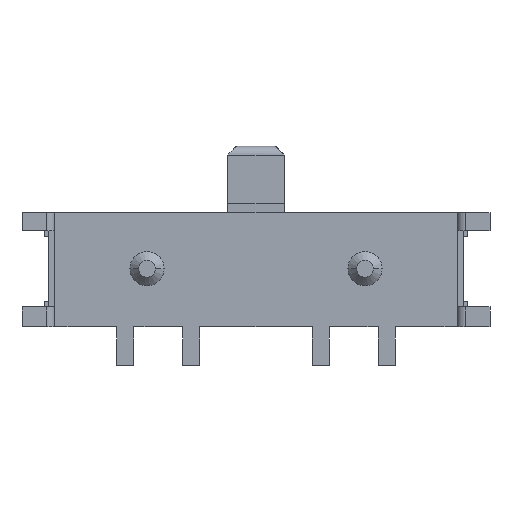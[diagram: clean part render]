
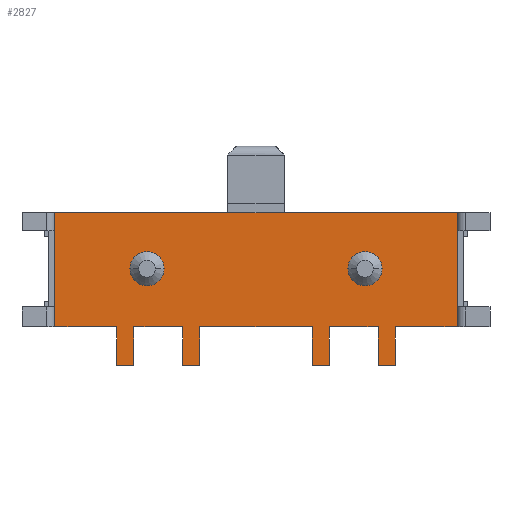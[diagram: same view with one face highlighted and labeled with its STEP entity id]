
A CAD part, front view. The second image highlights one B-rep face of the part: STEP entity #2827.
In plain terms, the highlighted planar face has unit normal (0, -1, 0).
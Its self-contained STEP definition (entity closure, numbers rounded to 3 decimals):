
#216=DIRECTION('',(1.,0.,0.));
#217=VECTOR('',#216,9.3);
#218=CARTESIAN_POINT('',(-4.65,0.,0.));
#219=LINE('',#218,#217);
#540=DIRECTION('',(1.,0.,0.));
#541=VECTOR('',#540,1.425);
#542=CARTESIAN_POINT('',(3.225,0.,-2.64));
#543=LINE('',#542,#541);
#688=DIRECTION('',(1.,0.,0.));
#689=VECTOR('',#688,1.425);
#690=CARTESIAN_POINT('',(-4.65,0.,-2.64));
#691=LINE('',#690,#689);
#704=DIRECTION('',(1.,0.,0.));
#705=VECTOR('',#704,1.13);
#706=CARTESIAN_POINT('',(-2.825,0.,-2.64));
#707=LINE('',#706,#705);
#720=DIRECTION('',(1.,0.,0.));
#721=VECTOR('',#720,2.59);
#722=CARTESIAN_POINT('',(-1.295,0.,-2.64));
#723=LINE('',#722,#721);
#736=DIRECTION('',(1.,0.,0.));
#737=VECTOR('',#736,1.13);
#738=CARTESIAN_POINT('',(1.695,0.,-2.64));
#739=LINE('',#738,#737);
#748=DIRECTION('',(0.,0.,-1.));
#749=VECTOR('',#748,0.9);
#750=CARTESIAN_POINT('',(3.225,0.,-2.64));
#751=LINE('',#750,#749);
#760=CARTESIAN_POINT('',(-2.52,0.,-1.3));
#761=DIRECTION('',(0.,-1.,0.));
#762=DIRECTION('',(1.,0.,0.));
#763=AXIS2_PLACEMENT_3D('',#760,#761,#762);
#765=CARTESIAN_POINT('',(-2.52,0.,-1.3));
#766=DIRECTION('',(0.,-1.,0.));
#767=DIRECTION('',(-1.,0.,0.));
#768=AXIS2_PLACEMENT_3D('',#765,#766,#767);
#770=CARTESIAN_POINT('',(2.52,0.,-1.3));
#771=DIRECTION('',(0.,-1.,0.));
#772=DIRECTION('',(1.,0.,0.));
#773=AXIS2_PLACEMENT_3D('',#770,#771,#772);
#775=CARTESIAN_POINT('',(2.52,0.,-1.3));
#776=DIRECTION('',(0.,-1.,0.));
#777=DIRECTION('',(-1.,0.,0.));
#778=AXIS2_PLACEMENT_3D('',#775,#776,#777);
#780=DIRECTION('',(0.,0.,-1.));
#781=VECTOR('',#780,0.9);
#782=CARTESIAN_POINT('',(1.295,0.,-2.64));
#783=LINE('',#782,#781);
#784=DIRECTION('',(0.,0.,-1.));
#785=VECTOR('',#784,0.9);
#786=CARTESIAN_POINT('',(-1.695,0.,-2.64));
#787=LINE('',#786,#785);
#788=DIRECTION('',(0.,0.,-1.));
#789=VECTOR('',#788,0.9);
#790=CARTESIAN_POINT('',(-3.225,0.,-2.64));
#791=LINE('',#790,#789);
#792=DIRECTION('',(0.,0.,-1.));
#793=VECTOR('',#792,2.64);
#794=CARTESIAN_POINT('',(-4.65,0.,0.));
#795=LINE('',#794,#793);
#796=DIRECTION('',(0.,0.,-1.));
#797=VECTOR('',#796,0.9);
#798=CARTESIAN_POINT('',(2.825,0.,-2.64));
#799=LINE('',#798,#797);
#872=DIRECTION('',(0.,0.,-1.));
#873=VECTOR('',#872,0.9);
#874=CARTESIAN_POINT('',(1.695,0.,-2.64));
#875=LINE('',#874,#873);
#884=DIRECTION('',(1.,0.,0.));
#885=VECTOR('',#884,0.4);
#886=CARTESIAN_POINT('',(2.825,0.,-3.54));
#887=LINE('',#886,#885);
#900=DIRECTION('',(1.,0.,0.));
#901=VECTOR('',#900,0.4);
#902=CARTESIAN_POINT('',(1.295,0.,-3.54));
#903=LINE('',#902,#901);
#928=DIRECTION('',(1.,0.,0.));
#929=VECTOR('',#928,0.4);
#930=CARTESIAN_POINT('',(-3.225,0.,-3.54));
#931=LINE('',#930,#929);
#944=DIRECTION('',(1.,0.,0.));
#945=VECTOR('',#944,0.4);
#946=CARTESIAN_POINT('',(-1.695,0.,-3.54));
#947=LINE('',#946,#945);
#948=DIRECTION('',(0.,0.,-1.));
#949=VECTOR('',#948,0.9);
#950=CARTESIAN_POINT('',(-2.825,0.,-2.64));
#951=LINE('',#950,#949);
#960=DIRECTION('',(0.,0.,-1.));
#961=VECTOR('',#960,0.9);
#962=CARTESIAN_POINT('',(-1.295,0.,-2.64));
#963=LINE('',#962,#961);
#988=DIRECTION('',(0.,0.,-1.));
#989=VECTOR('',#988,2.64);
#990=CARTESIAN_POINT('',(4.65,0.,0.));
#991=LINE('',#990,#989);
#1584=CARTESIAN_POINT('',(-4.65,0.,0.));
#1585=CARTESIAN_POINT('',(4.65,0.,0.));
#1586=VERTEX_POINT('',#1584);
#1587=VERTEX_POINT('',#1585);
#1644=CARTESIAN_POINT('',(-4.65,0.,-2.64));
#1645=VERTEX_POINT('',#1644);
#1646=CARTESIAN_POINT('',(4.65,0.,-2.64));
#1647=VERTEX_POINT('',#1646);
#1912=CARTESIAN_POINT('',(-2.125,0.,-1.3));
#1913=CARTESIAN_POINT('',(-2.915,0.,-1.3));
#1914=VERTEX_POINT('',#1912);
#1915=VERTEX_POINT('',#1913);
#1916=CARTESIAN_POINT('',(2.915,0.,-1.3));
#1917=CARTESIAN_POINT('',(2.125,0.,-1.3));
#1918=VERTEX_POINT('',#1916);
#1919=VERTEX_POINT('',#1917);
#1920=CARTESIAN_POINT('',(2.825,0.,-3.54));
#1921=CARTESIAN_POINT('',(3.225,0.,-3.54));
#1922=VERTEX_POINT('',#1920);
#1923=VERTEX_POINT('',#1921);
#1928=CARTESIAN_POINT('',(1.295,0.,-3.54));
#1929=CARTESIAN_POINT('',(1.695,0.,-3.54));
#1930=VERTEX_POINT('',#1928);
#1931=VERTEX_POINT('',#1929);
#1936=CARTESIAN_POINT('',(3.225,0.,-2.64));
#1938=VERTEX_POINT('',#1936);
#1942=CARTESIAN_POINT('',(2.825,0.,-2.64));
#1943=VERTEX_POINT('',#1942);
#1944=CARTESIAN_POINT('',(1.695,0.,-2.64));
#1946=VERTEX_POINT('',#1944);
#1950=CARTESIAN_POINT('',(1.295,0.,-2.64));
#1951=VERTEX_POINT('',#1950);
#1952=CARTESIAN_POINT('',(-3.225,0.,-2.64));
#1953=VERTEX_POINT('',#1952);
#1954=CARTESIAN_POINT('',(-2.825,0.,-2.64));
#1955=CARTESIAN_POINT('',(-1.695,0.,-2.64));
#1956=VERTEX_POINT('',#1954);
#1957=VERTEX_POINT('',#1955);
#1958=CARTESIAN_POINT('',(-1.295,0.,-2.64));
#1959=VERTEX_POINT('',#1958);
#2006=CARTESIAN_POINT('',(-2.825,0.,-3.54));
#2008=VERTEX_POINT('',#2006);
#2012=CARTESIAN_POINT('',(-3.225,0.,-3.54));
#2013=VERTEX_POINT('',#2012);
#2014=CARTESIAN_POINT('',(-1.295,0.,-3.54));
#2016=VERTEX_POINT('',#2014);
#2020=CARTESIAN_POINT('',(-1.695,0.,-3.54));
#2021=VERTEX_POINT('',#2020);
#2777=CARTESIAN_POINT('',(-4.65,0.,0.));
#2778=DIRECTION('',(0.,-1.,0.));
#2779=DIRECTION('',(1.,0.,0.));
#2780=AXIS2_PLACEMENT_3D('',#2777,#2778,#2779);
#2781=PLANE('',#2780);
#2782=ORIENTED_EDGE('',*,*,#2725,.F.);
#2784=ORIENTED_EDGE('',*,*,#2783,.T.);
#2786=ORIENTED_EDGE('',*,*,#2785,.F.);
#2788=ORIENTED_EDGE('',*,*,#2787,.F.);
#2789=ORIENTED_EDGE('',*,*,#2717,.F.);
#2791=ORIENTED_EDGE('',*,*,#2790,.T.);
#2793=ORIENTED_EDGE('',*,*,#2792,.F.);
#2795=ORIENTED_EDGE('',*,*,#2794,.F.);
#2796=ORIENTED_EDGE('',*,*,#2709,.F.);
#2798=ORIENTED_EDGE('',*,*,#2797,.T.);
#2800=ORIENTED_EDGE('',*,*,#2799,.F.);
#2802=ORIENTED_EDGE('',*,*,#2801,.F.);
#2803=ORIENTED_EDGE('',*,*,#2701,.F.);
#2804=ORIENTED_EDGE('',*,*,#2179,.F.);
#2805=ORIENTED_EDGE('',*,*,#2117,.T.);
#2807=ORIENTED_EDGE('',*,*,#2806,.T.);
#2808=ORIENTED_EDGE('',*,*,#2641,.F.);
#2809=ORIENTED_EDGE('',*,*,#2744,.T.);
#2811=ORIENTED_EDGE('',*,*,#2810,.F.);
#2812=ORIENTED_EDGE('',*,*,#2769,.F.);
#2813=EDGE_LOOP('',(#2782,#2784,#2786,#2788,#2789,#2791,#2793,#2795,#2796,#2798,
#2800,#2802,#2803,#2804,#2805,#2807,#2808,#2809,#2811,#2812));
#2814=FACE_OUTER_BOUND('',#2813,.F.);
#2816=ORIENTED_EDGE('',*,*,#2815,.T.);
#2818=ORIENTED_EDGE('',*,*,#2817,.T.);
#2819=EDGE_LOOP('',(#2816,#2818));
#2820=FACE_BOUND('',#2819,.F.);
#2822=ORIENTED_EDGE('',*,*,#2821,.T.);
#2824=ORIENTED_EDGE('',*,*,#2823,.T.);
#2825=EDGE_LOOP('',(#2822,#2824));
#2826=FACE_BOUND('',#2825,.F.);
#2827=ADVANCED_FACE('',(#2814,#2820,#2826),#2781,.T.);
#764=CIRCLE('',#763,0.395);
#769=CIRCLE('',#768,0.395);
#774=CIRCLE('',#773,0.395);
#779=CIRCLE('',#778,0.395);
#2117=EDGE_CURVE('',#1586,#1587,#219,.T.);
#2179=EDGE_CURVE('',#1586,#1645,#795,.T.);
#2641=EDGE_CURVE('',#1938,#1647,#543,.T.);
#2701=EDGE_CURVE('',#1645,#1953,#691,.T.);
#2709=EDGE_CURVE('',#1956,#1957,#707,.T.);
#2717=EDGE_CURVE('',#1959,#1951,#723,.T.);
#2725=EDGE_CURVE('',#1946,#1943,#739,.T.);
#2744=EDGE_CURVE('',#1938,#1923,#751,.T.);
#2769=EDGE_CURVE('',#1943,#1922,#799,.T.);
#2783=EDGE_CURVE('',#1946,#1931,#875,.T.);
#2785=EDGE_CURVE('',#1930,#1931,#903,.T.);
#2787=EDGE_CURVE('',#1951,#1930,#783,.T.);
#2790=EDGE_CURVE('',#1959,#2016,#963,.T.);
#2792=EDGE_CURVE('',#2021,#2016,#947,.T.);
#2794=EDGE_CURVE('',#1957,#2021,#787,.T.);
#2797=EDGE_CURVE('',#1956,#2008,#951,.T.);
#2799=EDGE_CURVE('',#2013,#2008,#931,.T.);
#2801=EDGE_CURVE('',#1953,#2013,#791,.T.);
#2806=EDGE_CURVE('',#1587,#1647,#991,.T.);
#2810=EDGE_CURVE('',#1922,#1923,#887,.T.);
#2815=EDGE_CURVE('',#1914,#1915,#764,.T.);
#2817=EDGE_CURVE('',#1915,#1914,#769,.T.);
#2821=EDGE_CURVE('',#1918,#1919,#774,.T.);
#2823=EDGE_CURVE('',#1919,#1918,#779,.T.);
